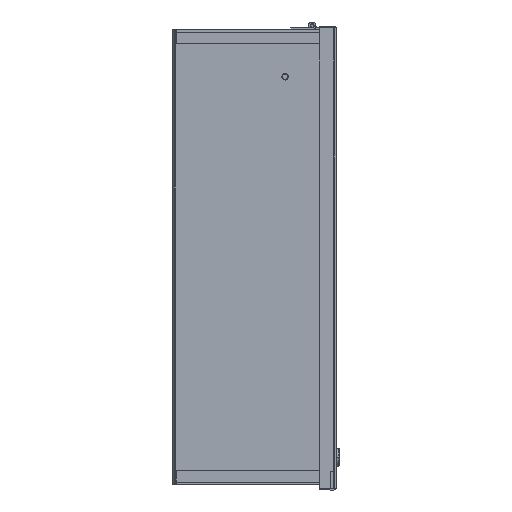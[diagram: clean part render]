
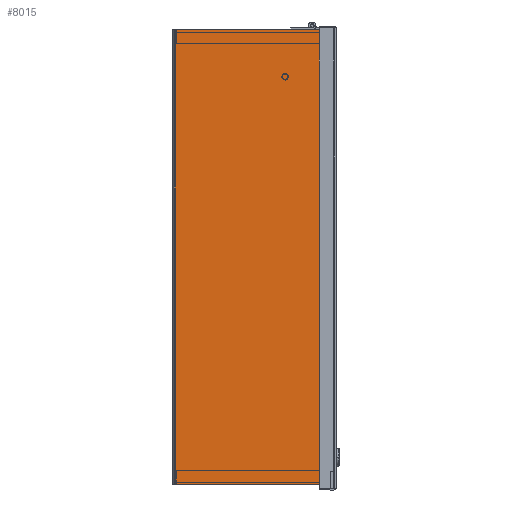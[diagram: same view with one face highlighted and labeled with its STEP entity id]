
A CAD part, front view. The second image highlights one B-rep face of the part: STEP entity #8015.
In plain terms, the highlighted face is planar.
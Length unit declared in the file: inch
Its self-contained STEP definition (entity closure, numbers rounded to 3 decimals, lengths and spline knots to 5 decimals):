
#680 = VECTOR ( 'NONE', #22478, 39.37008 ) ;
#5161 = EDGE_LOOP ( 'NONE', ( #26756, #19173, #23097, #31237 ) ) ;
#6353 = LINE ( 'NONE', #34940, #36619 ) ;
#7978 = CARTESIAN_POINT ( 'NONE',  ( 10., -0.0625, -15. ) ) ;
#8015 = ADVANCED_FACE ( 'NONE', ( #19369 ), #31357, .F. ) ;
#8392 = VERTEX_POINT ( 'NONE', #32239 ) ;
#12028 = EDGE_CURVE ( 'NONE', #25852, #18493, #21027, .T. ) ;
#13894 = CARTESIAN_POINT ( 'NONE',  ( -10., -0.072, -15. ) ) ;
#13927 = DIRECTION ( 'NONE',  ( 0., -1., 0. ) ) ;
#14761 = EDGE_CURVE ( 'NONE', #25852, #8392, #21622, .T. ) ;
#16177 = VECTOR ( 'NONE', #13927, 39.37008 ) ;
#17047 = DIRECTION ( 'NONE',  ( -1., 0., 0. ) ) ;
#17626 = DIRECTION ( 'NONE',  ( 1., 0., 0. ) ) ;
#18493 = VERTEX_POINT ( 'NONE', #27221 ) ;
#18848 = EDGE_CURVE ( 'NONE', #35043, #8392, #6353, .T. ) ;
#19173 = ORIENTED_EDGE ( 'NONE', *, *, #33120, .T. ) ;
#19369 = FACE_OUTER_BOUND ( 'NONE', #5161, .T. ) ;
#19712 = VECTOR ( 'NONE', #17047, 39.37008 ) ;
#21027 = LINE ( 'NONE', #34213, #19712 ) ;
#21622 = LINE ( 'NONE', #22639, #16177 ) ;
#22478 = DIRECTION ( 'NONE',  ( 0., 1., 0. ) ) ;
#22639 = CARTESIAN_POINT ( 'NONE',  ( 10., -0.072, -15. ) ) ;
#23097 = ORIENTED_EDGE ( 'NONE', *, *, #12028, .F. ) ;
#23970 = CARTESIAN_POINT ( 'NONE',  ( -10., -6.892, -15. ) ) ;
#25852 = VERTEX_POINT ( 'NONE', #37423 ) ;
#26756 = ORIENTED_EDGE ( 'NONE', *, *, #18848, .F. ) ;
#27221 = CARTESIAN_POINT ( 'NONE',  ( -10., -0.108, -15. ) ) ;
#29977 = LINE ( 'NONE', #13894, #680 ) ;
#30305 = AXIS2_PLACEMENT_3D ( 'NONE', #7978, #36750, #34302 ) ;
#31237 = ORIENTED_EDGE ( 'NONE', *, *, #14761, .T. ) ;
#31357 = PLANE ( 'NONE',  #30305 ) ;
#32239 = CARTESIAN_POINT ( 'NONE',  ( 10., -6.892, -15. ) ) ;
#33120 = EDGE_CURVE ( 'NONE', #35043, #18493, #29977, .T. ) ;
#34213 = CARTESIAN_POINT ( 'NONE',  ( 10., -0.108, -15. ) ) ;
#34302 = DIRECTION ( 'NONE',  ( 0., -1., 0. ) ) ;
#34940 = CARTESIAN_POINT ( 'NONE',  ( 10., -6.892, -15. ) ) ;
#35043 = VERTEX_POINT ( 'NONE', #23970 ) ;
#36619 = VECTOR ( 'NONE', #17626, 39.37008 ) ;
#36750 = DIRECTION ( 'NONE',  ( 0., 0., 1. ) ) ;
#37423 = CARTESIAN_POINT ( 'NONE',  ( 10., -0.108, -15. ) ) ;
